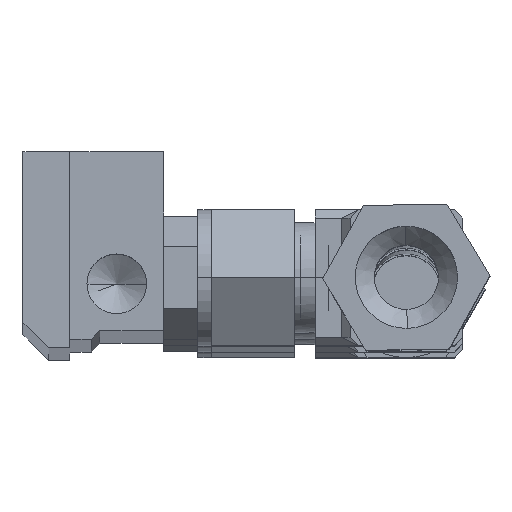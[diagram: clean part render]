
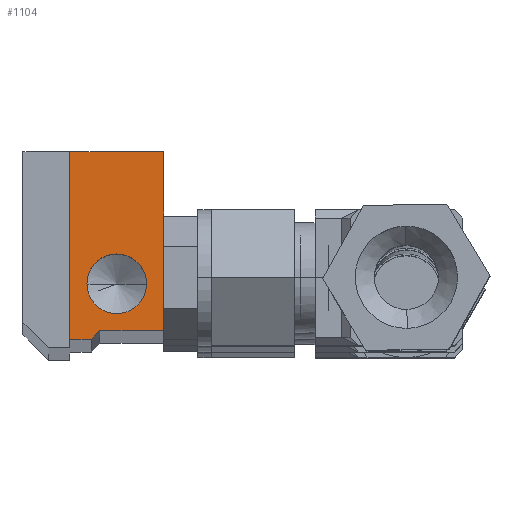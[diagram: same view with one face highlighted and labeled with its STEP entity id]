
A CAD part, top view. The second image highlights one B-rep face of the part: STEP entity #1104.
In plain terms, the highlighted planar face has unit normal (0, 0, 1).
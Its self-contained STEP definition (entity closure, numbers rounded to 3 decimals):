
#1104=ADVANCED_FACE('',(#3229,#3230),#3231,.T.);
#3229=FACE_OUTER_BOUND('',#7811,.T.);
#3230=FACE_BOUND('',#7812,.T.);
#3231=PLANE('',#7813);
#7811=EDGE_LOOP('',(#14588,#14589,#14590,#14591,#14592,#14593));
#7812=EDGE_LOOP('',(#14594,#14595));
#7813=AXIS2_PLACEMENT_3D('',#14596,#14597,#14598);
#14588=ORIENTED_EDGE('',*,*,#20488,.F.);
#14589=ORIENTED_EDGE('',*,*,#20504,.F.);
#14590=ORIENTED_EDGE('',*,*,#20501,.F.);
#14591=ORIENTED_EDGE('',*,*,#20498,.F.);
#14592=ORIENTED_EDGE('',*,*,#20495,.F.);
#14593=ORIENTED_EDGE('',*,*,#20492,.F.);
#14594=ORIENTED_EDGE('',*,*,#20485,.T.);
#14595=ORIENTED_EDGE('',*,*,#20131,.T.);
#14596=CARTESIAN_POINT('',(-59.3,5.649,1115.472));
#14597=DIRECTION('',(0.,0.,1.0));
#14598=DIRECTION('',(1.0,0.,0.));
#20131=EDGE_CURVE('',#24129,#24126,#24130,.T.);
#20485=EDGE_CURVE('',#24126,#24129,#24718,.T.);
#20488=EDGE_CURVE('',#24721,#24722,#24723,.T.);
#20492=EDGE_CURVE('',#24722,#24729,#24730,.T.);
#20495=EDGE_CURVE('',#24729,#24734,#24735,.T.);
#20498=EDGE_CURVE('',#24734,#24739,#24740,.T.);
#20501=EDGE_CURVE('',#24739,#24744,#24745,.T.);
#20504=EDGE_CURVE('',#24744,#24721,#24749,.T.);
#24126=VERTEX_POINT('',#32161);
#24129=VERTEX_POINT('',#32165);
#24130=CIRCLE('',#32166,5.556);
#24718=CIRCLE('',#32873,5.556);
#24721=VERTEX_POINT('',#32876);
#24722=VERTEX_POINT('',#32877);
#24723=LINE('',#32878,#32879);
#24729=VERTEX_POINT('',#32888);
#24730=LINE('',#32889,#32890);
#24734=VERTEX_POINT('',#32896);
#24735=LINE('',#32897,#32898);
#24739=VERTEX_POINT('',#32904);
#24740=LINE('',#32905,#32906);
#24744=VERTEX_POINT('',#32912);
#24745=LINE('',#32913,#32914);
#24749=LINE('',#32920,#32921);
#32161=CARTESIAN_POINT('',(-53.579,-1.838,1115.472));
#32165=CARTESIAN_POINT('',(-64.692,-1.838,1115.472));
#32166=AXIS2_PLACEMENT_3D('',#38063,#38064,#38065);
#32873=AXIS2_PLACEMENT_3D('',#38887,#38888,#38889);
#32876=CARTESIAN_POINT('',(-50.404,-10.57,1115.472));
#32877=CARTESIAN_POINT('',(-62.323,-10.57,1115.472));
#32878=CARTESIAN_POINT('',(-50.404,-10.57,1115.472));
#32879=VECTOR('',#38896,10.0);
#32888=CARTESIAN_POINT('',(-63.911,-12.157,1115.472));
#32889=CARTESIAN_POINT('',(-62.323,-10.57,1115.472));
#32890=VECTOR('',#38900,10.0);
#32896=CARTESIAN_POINT('',(-67.879,-12.157,1115.472));
#32897=CARTESIAN_POINT('',(-63.911,-12.157,1115.472));
#32898=VECTOR('',#38903,10.0);
#32904=CARTESIAN_POINT('',(-67.879,22.768,1115.472));
#32905=CARTESIAN_POINT('',(-67.879,-12.157,1115.472));
#32906=VECTOR('',#38906,10.0);
#32912=CARTESIAN_POINT('',(-50.404,22.768,1115.472));
#32913=CARTESIAN_POINT('',(-67.879,22.768,1115.472));
#32914=VECTOR('',#38909,10.0);
#32920=CARTESIAN_POINT('',(-50.404,22.768,1115.472));
#32921=VECTOR('',#38912,10.0);
#38063=CARTESIAN_POINT('',(-59.135,-1.838,1115.472));
#38064=DIRECTION('',(0.,0.,-1.0));
#38065=DIRECTION('',(1.0,0.,0.));
#38887=CARTESIAN_POINT('',(-59.135,-1.838,1115.472));
#38888=DIRECTION('',(0.,0.,-1.0));
#38889=DIRECTION('',(1.0,0.,0.));
#38896=DIRECTION('',(-1.0,0.,0.));
#38900=DIRECTION('',(-0.707,-0.707,0.));
#38903=DIRECTION('',(-1.0,0.,0.));
#38906=DIRECTION('',(0.,1.0,0.));
#38909=DIRECTION('',(1.0,0.,0.));
#38912=DIRECTION('',(0.,-1.0,0.));
